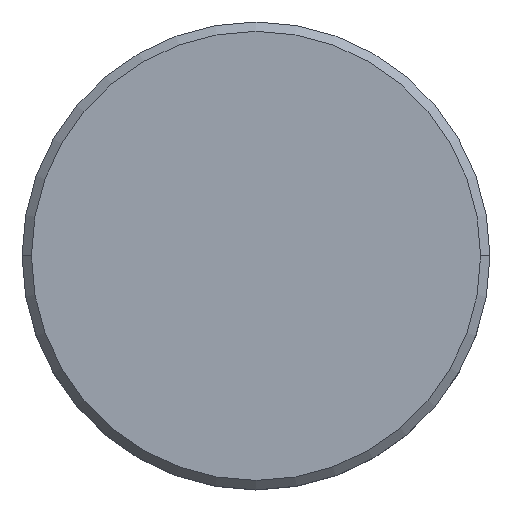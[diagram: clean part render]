
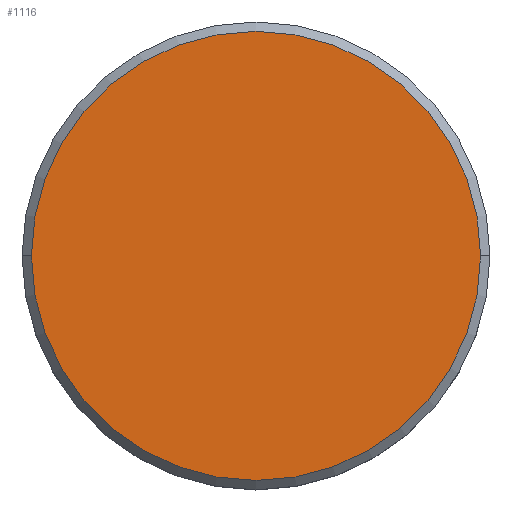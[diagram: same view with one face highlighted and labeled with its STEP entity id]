
A CAD part, top view. The second image highlights one B-rep face of the part: STEP entity #1116.
In plain terms, the highlighted planar face has unit normal (0, 0, 1).
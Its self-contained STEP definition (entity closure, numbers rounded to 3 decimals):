
#81 = VERTEX_POINT ( 'NONE', #591 ) ;
#87 = DIRECTION ( 'NONE',  ( 0., 0., 1. ) ) ;
#90 = DIRECTION ( 'NONE',  ( 1., 0., 0. ) ) ;
#147 = AXIS2_PLACEMENT_3D ( 'NONE', #692, #1159, #90 ) ;
#172 = EDGE_CURVE ( 'NONE', #363, #81, #215, .T. ) ;
#215 = CIRCLE ( 'NONE', #988, 12. ) ;
#346 = FACE_OUTER_BOUND ( 'NONE', #364, .T. ) ;
#363 = VERTEX_POINT ( 'NONE', #1041 ) ;
#364 = EDGE_LOOP ( 'NONE', ( #442, #940 ) ) ;
#413 = AXIS2_PLACEMENT_3D ( 'NONE', #1077, #1064, #1165 ) ;
#442 = ORIENTED_EDGE ( 'NONE', *, *, #172, .T. ) ;
#457 = PLANE ( 'NONE',  #147 ) ;
#530 = DIRECTION ( 'NONE',  ( 1., 0., 0. ) ) ;
#591 = CARTESIAN_POINT ( 'NONE',  ( 12., 0., 0. ) ) ;
#692 = CARTESIAN_POINT ( 'NONE',  ( 0., 0., 0. ) ) ;
#940 = ORIENTED_EDGE ( 'NONE', *, *, #1073, .T. ) ;
#975 = CARTESIAN_POINT ( 'NONE',  ( 0., 0., 0. ) ) ;
#988 = AXIS2_PLACEMENT_3D ( 'NONE', #975, #87, #530 ) ;
#1041 = CARTESIAN_POINT ( 'NONE',  ( -12., 0., 0. ) ) ;
#1064 = DIRECTION ( 'NONE',  ( 0., 0., 1. ) ) ;
#1073 = EDGE_CURVE ( 'NONE', #81, #363, #1135, .T. ) ;
#1077 = CARTESIAN_POINT ( 'NONE',  ( 0., 0., 0. ) ) ;
#1116 = ADVANCED_FACE ( 'NONE', ( #346 ), #457, .T. ) ;
#1135 = CIRCLE ( 'NONE', #413, 12. ) ;
#1159 = DIRECTION ( 'NONE',  ( 0., 0., 1. ) ) ;
#1165 = DIRECTION ( 'NONE',  ( 1., 0., 0. ) ) ;
